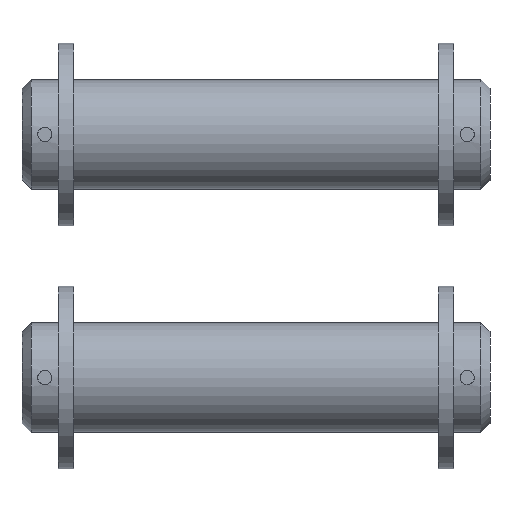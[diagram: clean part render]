
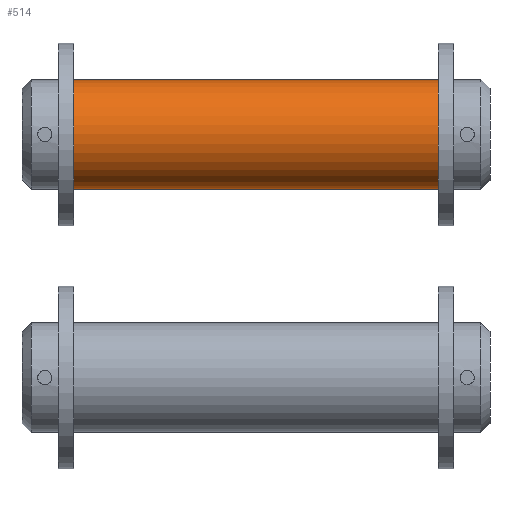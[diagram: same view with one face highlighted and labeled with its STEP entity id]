
A CAD part, front view. The second image highlights one B-rep face of the part: STEP entity #514.
In plain terms, the highlighted cylindrical face has radius 9 mm (diameter 18 mm), a full revolution.
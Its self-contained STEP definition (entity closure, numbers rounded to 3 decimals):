
#105=ORIENTED_EDGE('',*,*,#228,.F.);
#106=ORIENTED_EDGE('',*,*,#227,.T.);
#227=EDGE_CURVE('',#291,#291,#333,.T.);
#228=EDGE_CURVE('',#292,#292,#334,.T.);
#291=VERTEX_POINT('',#897);
#292=VERTEX_POINT('',#900);
#333=CIRCLE('',#575,9.);
#334=CIRCLE('',#577,9.);
#385=EDGE_LOOP('',(#105));
#386=EDGE_LOOP('',(#106));
#447=FACE_BOUND('',#385,.T.);
#448=FACE_BOUND('',#386,.T.);
#495=CYLINDRICAL_SURFACE('',#576,9.);
#514=ADVANCED_FACE('',(#447,#448),#495,.T.);
#575=AXIS2_PLACEMENT_3D('',#896,#674,#675);
#576=AXIS2_PLACEMENT_3D('',#898,#676,#677);
#577=AXIS2_PLACEMENT_3D('',#899,#678,#679);
#674=DIRECTION('',(1.,0.,0.));
#675=DIRECTION('',(0.,0.,-1.));
#676=DIRECTION('',(1.,0.,0.));
#677=DIRECTION('',(0.,0.,-1.));
#678=DIRECTION('',(1.,0.,0.));
#679=DIRECTION('',(0.,0.,-1.));
#896=CARTESIAN_POINT('',(-30.,0.,0.));
#897=CARTESIAN_POINT('',(-30.,0.,-9.));
#898=CARTESIAN_POINT('',(38.5,0.,0.));
#899=CARTESIAN_POINT('',(30.,0.,0.));
#900=CARTESIAN_POINT('',(30.,0.,-9.));
